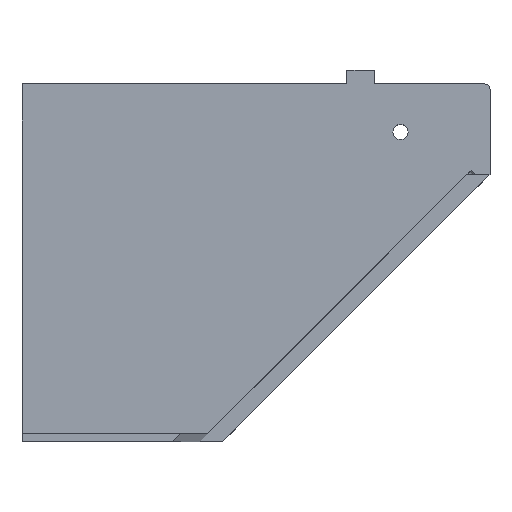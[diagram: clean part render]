
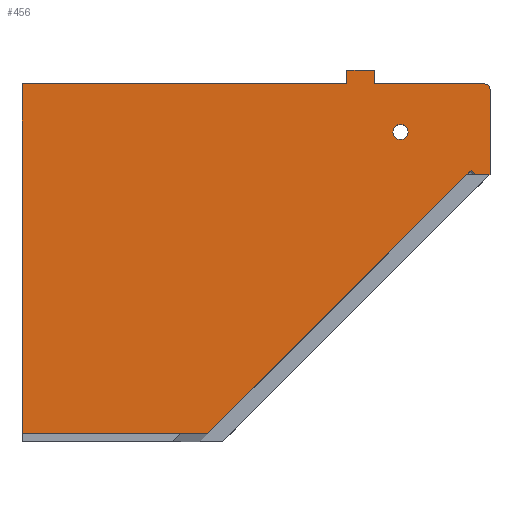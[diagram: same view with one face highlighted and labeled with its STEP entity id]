
A CAD part, top view. The second image highlights one B-rep face of the part: STEP entity #456.
In plain terms, the highlighted planar face has unit normal (0, 0, 1).
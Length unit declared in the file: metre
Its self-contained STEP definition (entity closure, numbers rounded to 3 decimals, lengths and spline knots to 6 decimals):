
#20=CIRCLE('',#495,0.00275);
#21=CIRCLE('',#496,0.002);
#38=ORIENTED_EDGE('',*,*,#164,.T.);
#39=ORIENTED_EDGE('',*,*,#165,.F.);
#40=ORIENTED_EDGE('',*,*,#166,.T.);
#41=ORIENTED_EDGE('',*,*,#167,.T.);
#42=ORIENTED_EDGE('',*,*,#168,.F.);
#43=ORIENTED_EDGE('',*,*,#169,.F.);
#44=ORIENTED_EDGE('',*,*,#162,.T.);
#45=ORIENTED_EDGE('',*,*,#170,.F.);
#46=ORIENTED_EDGE('',*,*,#171,.T.);
#47=ORIENTED_EDGE('',*,*,#172,.T.);
#48=ORIENTED_EDGE('',*,*,#173,.T.);
#49=ORIENTED_EDGE('',*,*,#174,.F.);
#50=ORIENTED_EDGE('',*,*,#175,.F.);
#51=ORIENTED_EDGE('',*,*,#176,.F.);
#52=ORIENTED_EDGE('',*,*,#177,.F.);
#53=ORIENTED_EDGE('',*,*,#178,.F.);
#162=EDGE_CURVE('',#226,#225,#268,.T.);
#164=EDGE_CURVE('',#227,#227,#20,.T.);
#165=EDGE_CURVE('',#228,#229,#270,.T.);
#166=EDGE_CURVE('',#228,#230,#271,.T.);
#167=EDGE_CURVE('',#230,#231,#272,.T.);
#168=EDGE_CURVE('',#232,#231,#273,.T.);
#169=EDGE_CURVE('',#226,#232,#21,.T.);
#170=EDGE_CURVE('',#233,#225,#274,.T.);
#171=EDGE_CURVE('',#233,#234,#275,.T.);
#172=EDGE_CURVE('',#234,#235,#276,.T.);
#173=EDGE_CURVE('',#235,#236,#277,.T.);
#174=EDGE_CURVE('',#237,#236,#278,.T.);
#175=EDGE_CURVE('',#238,#237,#279,.T.);
#176=EDGE_CURVE('',#239,#238,#280,.T.);
#177=EDGE_CURVE('',#240,#239,#281,.T.);
#178=EDGE_CURVE('',#229,#240,#282,.T.);
#225=VERTEX_POINT('',#668);
#226=VERTEX_POINT('',#670);
#227=VERTEX_POINT('',#674);
#228=VERTEX_POINT('',#676);
#229=VERTEX_POINT('',#677);
#230=VERTEX_POINT('',#679);
#231=VERTEX_POINT('',#681);
#232=VERTEX_POINT('',#683);
#233=VERTEX_POINT('',#686);
#234=VERTEX_POINT('',#688);
#235=VERTEX_POINT('',#690);
#236=VERTEX_POINT('',#692);
#237=VERTEX_POINT('',#694);
#238=VERTEX_POINT('',#696);
#239=VERTEX_POINT('',#698);
#240=VERTEX_POINT('',#700);
#268=LINE('',#669,#315);
#270=LINE('',#675,#317);
#271=LINE('',#678,#318);
#272=LINE('',#680,#319);
#273=LINE('',#682,#320);
#274=LINE('',#685,#321);
#275=LINE('',#687,#322);
#276=LINE('',#689,#323);
#277=LINE('',#691,#324);
#278=LINE('',#693,#325);
#279=LINE('',#695,#326);
#280=LINE('',#697,#327);
#281=LINE('',#699,#328);
#282=LINE('',#701,#329);
#315=VECTOR('',#539,1.);
#317=VECTOR('',#545,1.);
#318=VECTOR('',#546,1.);
#319=VECTOR('',#547,1.);
#320=VECTOR('',#548,1.);
#321=VECTOR('',#551,1.);
#322=VECTOR('',#552,1.);
#323=VECTOR('',#553,1.);
#324=VECTOR('',#554,1.);
#325=VECTOR('',#555,1.);
#326=VECTOR('',#556,1.);
#327=VECTOR('',#557,1.);
#328=VECTOR('',#558,1.);
#329=VECTOR('',#559,1.);
#361=EDGE_LOOP('',(#38));
#362=EDGE_LOOP('',(#39,#40,#41,#42,#43,#44,#45,#46,#47,#48,#49,#50,#51,
#52,#53));
#399=FACE_BOUND('',#361,.T.);
#400=FACE_BOUND('',#362,.T.);
#437=PLANE('',#494);
#456=ADVANCED_FACE('',(#399,#400),#437,.F.);
#494=AXIS2_PLACEMENT_3D('',#672,#541,#542);
#495=AXIS2_PLACEMENT_3D('',#673,#543,#544);
#496=AXIS2_PLACEMENT_3D('',#684,#549,#550);
#539=DIRECTION('',(-1.,0.,0.));
#541=DIRECTION('',(0.,0.,-1.));
#542=DIRECTION('',(1.,0.,0.));
#543=DIRECTION('',(0.,0.,-1.));
#544=DIRECTION('',(-1.,0.,0.));
#545=DIRECTION('',(-0.707,-0.707,0.));
#546=DIRECTION('',(0.707,-0.707,0.));
#547=DIRECTION('',(1.,0.,0.));
#548=DIRECTION('',(0.,-1.,0.));
#549=DIRECTION('',(0.,0.,-1.));
#550=DIRECTION('',(0.,1.,0.));
#551=DIRECTION('',(0.,-1.,0.));
#552=DIRECTION('',(-1.,0.,0.));
#553=DIRECTION('',(0.,-1.,0.));
#554=DIRECTION('',(-1.,0.,0.));
#555=DIRECTION('',(0.,1.,0.));
#556=DIRECTION('',(-1.,0.,0.));
#557=DIRECTION('',(-0.707,-0.707,0.));
#558=DIRECTION('',(-0.707,-0.707,0.));
#559=DIRECTION('',(-0.707,-0.707,0.));
#668=CARTESIAN_POINT('',(-0.042,0.03,-0.0005));
#669=CARTESIAN_POINT('',(0.,0.03,-0.0005));
#670=CARTESIAN_POINT('',(-0.002,0.03,-0.0005));
#672=CARTESIAN_POINT('',(-0.107499,-0.035,-0.0005));
#673=CARTESIAN_POINT('',(-0.0325,0.0125,-0.0005));
#674=CARTESIAN_POINT('',(-0.03525,0.0125,-0.0005));
#675=CARTESIAN_POINT('',(-0.055485,-0.05,-0.0005));
#676=CARTESIAN_POINT('',(-0.006894,-0.001409,-0.0005));
#677=CARTESIAN_POINT('',(-0.008662,-0.003177,-0.0005));
#678=CARTESIAN_POINT('',(-0.006894,-0.001409,-0.0005));
#679=CARTESIAN_POINT('',(-0.005303,-0.003,-0.0005));
#680=CARTESIAN_POINT('',(-0.004243,-0.003,-0.0005));
#681=CARTESIAN_POINT('',(0.,-0.003,-0.0005));
#682=CARTESIAN_POINT('',(0.,0.0135,-0.0005));
#683=CARTESIAN_POINT('',(0.,0.028,-0.0005));
#684=CARTESIAN_POINT('',(-0.002,0.028,-0.0005));
#685=CARTESIAN_POINT('',(-0.042,0.035,-0.0005));
#686=CARTESIAN_POINT('',(-0.042,0.035,-0.0005));
#687=CARTESIAN_POINT('',(0.,0.035,-0.0005));
#688=CARTESIAN_POINT('',(-0.052,0.035,-0.0005));
#689=CARTESIAN_POINT('',(-0.052,0.035,-0.0005));
#690=CARTESIAN_POINT('',(-0.052,0.03,-0.0005));
#691=CARTESIAN_POINT('',(0.,0.03,-0.0005));
#692=CARTESIAN_POINT('',(-0.17,0.03,-0.0005));
#693=CARTESIAN_POINT('',(-0.17,-0.05,-0.0005));
#694=CARTESIAN_POINT('',(-0.17,-0.097,-0.0005));
#695=CARTESIAN_POINT('',(-0.136243,-0.097,-0.0005));
#696=CARTESIAN_POINT('',(-0.102485,-0.097,-0.0005));
#697=CARTESIAN_POINT('',(-0.055485,-0.05,-0.0005));
#698=CARTESIAN_POINT('',(-0.098591,-0.093106,-0.0005));
#699=CARTESIAN_POINT('',(-0.055485,-0.05,-0.0005));
#700=CARTESIAN_POINT('',(-0.096823,-0.091338,-0.0005));
#701=CARTESIAN_POINT('',(-0.055485,-0.05,-0.0005));
